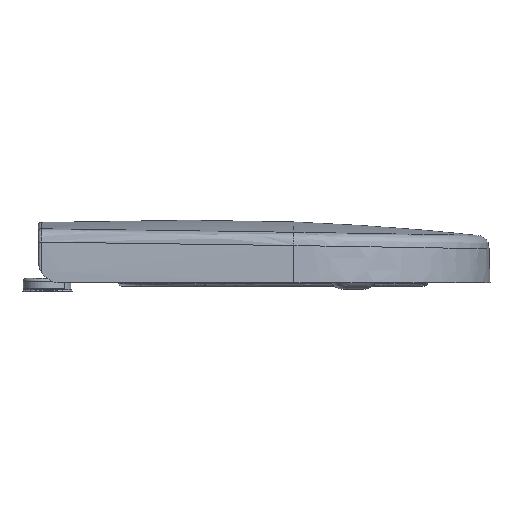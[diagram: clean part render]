
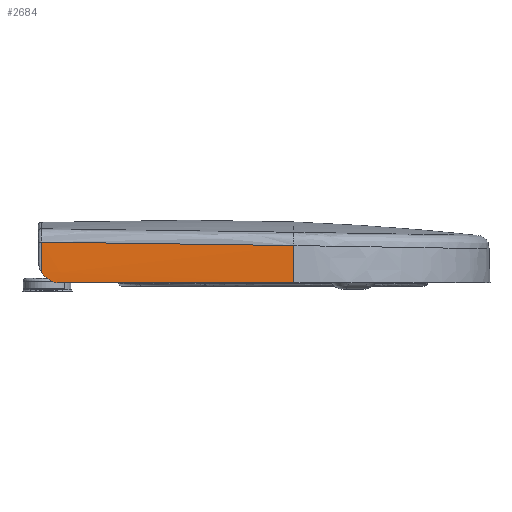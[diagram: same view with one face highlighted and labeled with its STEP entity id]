
A CAD part, left-side view. The second image highlights one B-rep face of the part: STEP entity #2684.
In plain terms, the highlighted face is a revolution surface.
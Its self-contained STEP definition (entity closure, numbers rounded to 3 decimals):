
#40=SURFACE_OF_REVOLUTION('',#688,#43);
#43=AXIS1_PLACEMENT('',#22636,#10774);
#196=(
BOUNDED_CURVE()
B_SPLINE_CURVE(3,(#22623,#22624,#22625,#22626),.UNSPECIFIED.,.F.,.F.)
B_SPLINE_CURVE_WITH_KNOTS((4,4),(0.,1.),.UNSPECIFIED.)
CURVE()
GEOMETRIC_REPRESENTATION_ITEM()
RATIONAL_B_SPLINE_CURVE((1.,1.,1.,1.))
REPRESENTATION_ITEM('')
);
#684=B_SPLINE_CURVE_WITH_KNOTS('',3,(#22559,#22560,#22561,#22562,#22563,
#22564,#22565,#22566,#22567,#22568,#22569,#22570,#22571,#22572,#22573,#22574,
#22575,#22576,#22577,#22578,#22579,#22580,#22581,#22582,#22583,#22584,#22585,
#22586,#22587,#22588,#22589,#22590),.UNSPECIFIED.,.F.,.F.,(4,1,1,1,2,2,
2,1,1,2,2,2,2,2,2,2,2,1,4),(0.,0.125,0.188,0.219,
0.234,0.25,0.313,0.344,
0.359,0.367,0.375,0.438,
0.469,0.5,0.75,0.813,
0.844,0.875,1.),.UNSPECIFIED.);
#685=B_SPLINE_CURVE_WITH_KNOTS('',3,(#22592,#22593,#22594,#22595),
 .UNSPECIFIED.,.F.,.F.,(4,4),(0.,1.),.UNSPECIFIED.);
#686=B_SPLINE_CURVE_WITH_KNOTS('',3,(#22597,#22598,#22599,#22600,#22601,
#22602,#22603,#22604,#22605,#22606,#22607,#22608,#22609,#22610,#22611,#22612,
#22613,#22614,#22615,#22616,#22617,#22618,#22619,#22620,#22621),
 .UNSPECIFIED.,.F.,.F.,(4,2,1,2,2,2,1,2,2,2,1,2,2,4),(0.,0.125,0.188,0.219,
0.25,0.375,0.438,0.469,
0.5,0.625,0.688,0.719,0.75,1.),.UNSPECIFIED.);
#687=B_SPLINE_CURVE_WITH_KNOTS('',3,(#22628,#22629,#22630,#22631),
 .UNSPECIFIED.,.F.,.F.,(4,4),(0.,1.),.UNSPECIFIED.);
#688=B_SPLINE_CURVE_WITH_KNOTS('',3,(#22632,#22633,#22634,#22635),
 .UNSPECIFIED.,.F.,.F.,(4,4),(0.,1.),.UNSPECIFIED.);
#1376=FACE_OUTER_BOUND('',#3537,.T.);
#2684=ADVANCED_FACE('',(#1376),#40,.F.);
#3537=EDGE_LOOP('',(#4487,#4488,#4489,#4490,#4491));
#4487=ORIENTED_EDGE('',*,*,#8230,.T.);
#4488=ORIENTED_EDGE('',*,*,#8231,.T.);
#4489=ORIENTED_EDGE('',*,*,#8232,.T.);
#4490=ORIENTED_EDGE('',*,*,#8233,.T.);
#4491=ORIENTED_EDGE('',*,*,#8234,.F.);
#7138=VERTEX_POINT('',#14880);
#7243=VERTEX_POINT('',#22591);
#7244=VERTEX_POINT('',#22596);
#7245=VERTEX_POINT('',#22622);
#7246=VERTEX_POINT('',#22627);
#8230=EDGE_CURVE('',#7243,#7138,#684,.T.);
#8231=EDGE_CURVE('',#7138,#7244,#685,.T.);
#8232=EDGE_CURVE('',#7244,#7245,#686,.T.);
#8233=EDGE_CURVE('',#7245,#7246,#196,.T.);
#8234=EDGE_CURVE('',#7243,#7246,#687,.T.);
#10774=DIRECTION('',(0.,0.,-1.));
#14880=CARTESIAN_POINT('',(-179.099,16.225,11.239));
#22559=CARTESIAN_POINT('',(-176.413,-214.264,8.101));
#22560=CARTESIAN_POINT('',(-176.72,-204.724,8.275));
#22561=CARTESIAN_POINT('',(-177.144,-190.369,8.526));
#22562=CARTESIAN_POINT('',(-177.578,-173.54,8.8));
#22563=CARTESIAN_POINT('',(-177.779,-165.106,8.933));
#22564=CARTESIAN_POINT('',(-177.862,-161.487,8.99));
#22565=CARTESIAN_POINT('',(-177.916,-159.073,9.027));
#22566=CARTESIAN_POINT('',(-177.944,-157.814,9.046));
#22567=CARTESIAN_POINT('',(-178.071,-152.035,9.134));
#22568=CARTESIAN_POINT('',(-178.169,-147.323,9.204));
#22569=CARTESIAN_POINT('',(-178.309,-140.12,9.308));
#22570=CARTESIAN_POINT('',(-178.377,-136.486,9.36));
#22571=CARTESIAN_POINT('',(-178.453,-132.187,9.421));
#22572=CARTESIAN_POINT('',(-178.486,-130.332,9.447));
#22573=CARTESIAN_POINT('',(-178.507,-129.092,9.464));
#22574=CARTESIAN_POINT('',(-178.518,-128.429,9.473));
#22575=CARTESIAN_POINT('',(-178.606,-123.202,9.546));
#22576=CARTESIAN_POINT('',(-178.68,-118.477,9.61));
#22577=CARTESIAN_POINT('',(-178.783,-111.274,9.707));
#22578=CARTESIAN_POINT('',(-178.816,-108.854,9.74));
#22579=CARTESIAN_POINT('',(-178.879,-103.974,9.805));
#22580=CARTESIAN_POINT('',(-178.91,-101.472,9.838));
#22581=CARTESIAN_POINT('',(-179.166,-79.554,10.127));
#22582=CARTESIAN_POINT('',(-179.289,-60.273,10.369));
#22583=CARTESIAN_POINT('',(-179.322,-36.424,10.653));
#22584=CARTESIAN_POINT('',(-179.322,-31.667,10.708));
#22585=CARTESIAN_POINT('',(-179.314,-24.55,10.79));
#22586=CARTESIAN_POINT('',(-179.309,-22.205,10.817));
#22587=CARTESIAN_POINT('',(-179.297,-17.355,10.873));
#22588=CARTESIAN_POINT('',(-179.26,-5.256,11.009));
#22589=CARTESIAN_POINT('',(-179.184,6.722,11.139));
#22590=CARTESIAN_POINT('',(-179.099,16.225,11.239));
#22591=CARTESIAN_POINT('',(-176.413,-214.264,8.101));
#22592=CARTESIAN_POINT('',(-179.099,16.225,11.239));
#22593=CARTESIAN_POINT('',(-179.702,16.225,2.003));
#22594=CARTESIAN_POINT('',(-180.08,16.225,-7.245));
#22595=CARTESIAN_POINT('',(-180.234,16.225,-16.496));
#22596=CARTESIAN_POINT('',(-180.234,16.225,-16.496));
#22597=CARTESIAN_POINT('',(-180.234,16.225,-16.496));
#22598=CARTESIAN_POINT('',(-180.249,15.809,-17.17));
#22599=CARTESIAN_POINT('',(-180.262,15.356,-17.816));
#22600=CARTESIAN_POINT('',(-180.28,14.623,-18.74));
#22601=CARTESIAN_POINT('',(-180.289,14.242,-19.192));
#22602=CARTESIAN_POINT('',(-180.297,13.841,-19.627));
#22603=CARTESIAN_POINT('',(-180.302,13.569,-19.913));
#22604=CARTESIAN_POINT('',(-180.304,13.452,-20.033));
#22605=CARTESIAN_POINT('',(-180.318,12.642,-20.838));
#22606=CARTESIAN_POINT('',(-180.329,11.956,-21.432));
#22607=CARTESIAN_POINT('',(-180.342,10.872,-22.248));
#22608=CARTESIAN_POINT('',(-180.349,10.316,-22.638));
#22609=CARTESIAN_POINT('',(-180.355,9.739,-23.));
#22610=CARTESIAN_POINT('',(-180.359,9.349,-23.235));
#22611=CARTESIAN_POINT('',(-180.361,9.118,-23.369));
#22612=CARTESIAN_POINT('',(-180.368,8.294,-23.829));
#22613=CARTESIAN_POINT('',(-180.374,7.619,-24.158));
#22614=CARTESIAN_POINT('',(-180.382,6.581,-24.592));
#22615=CARTESIAN_POINT('',(-180.386,6.056,-24.795));
#22616=CARTESIAN_POINT('',(-180.39,5.522,-24.976));
#22617=CARTESIAN_POINT('',(-180.392,5.163,-25.091));
#22618=CARTESIAN_POINT('',(-180.393,5.031,-25.133));
#22619=CARTESIAN_POINT('',(-180.406,2.974,-25.733));
#22620=CARTESIAN_POINT('',(-180.417,1.107,-26.));
#22621=CARTESIAN_POINT('',(-180.427,-0.8,-26.));
#22622=CARTESIAN_POINT('',(-180.427,-0.8,-26.));
#22623=CARTESIAN_POINT('',(-180.427,-0.8,-26.));
#22624=CARTESIAN_POINT('',(-180.792,-71.981,-26.));
#22625=CARTESIAN_POINT('',(-179.793,-143.156,-26.));
#22626=CARTESIAN_POINT('',(-177.43,-214.298,-26.));
#22627=CARTESIAN_POINT('',(-177.43,-214.298,-26.));
#22628=CARTESIAN_POINT('',(-176.413,-214.264,8.101));
#22629=CARTESIAN_POINT('',(-177.091,-214.287,-3.252));
#22630=CARTESIAN_POINT('',(-177.43,-214.298,-14.626));
#22631=CARTESIAN_POINT('',(-177.43,-214.298,-26.));
#22632=CARTESIAN_POINT('',(-180.494,-21.214,-26.));
#22633=CARTESIAN_POINT('',(-180.494,-21.214,-6.901));
#22634=CARTESIAN_POINT('',(-179.536,-21.215,12.197));
#22635=CARTESIAN_POINT('',(-177.626,-21.218,31.2));
#22636=CARTESIAN_POINT('',(5389.537,-29.4,2.636));
